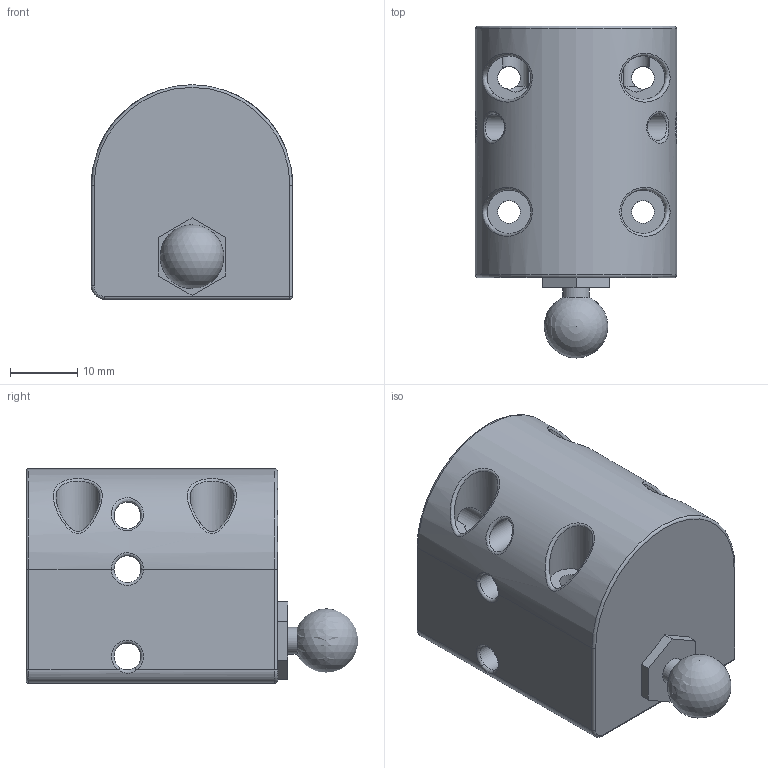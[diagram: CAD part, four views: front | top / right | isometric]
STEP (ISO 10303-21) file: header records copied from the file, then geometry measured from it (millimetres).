
FILE_DESCRIPTION(/* description */ (''),/* implementation_level */ '2;1');
FILE_NAME(/* name */ 'Z_Upper_Magneham_Ears_3-X.stp',/* time_stamp */ '2021-01-27T09:23:46-08:00',/* author */ (''),/* organization */ (''),/* preprocessor_version */ 'ST-DEVELOPER v18.1',/* originating_system */ 'Autodesk Translation Framework v9.7.0.1280',/* authorisation */ '');
FILE_SCHEMA (('AUTOMOTIVE_DESIGN { 1 0 10303 214 3 1 1 }'));
Length unit declared in the file: millimetre
Products named in the file (3): Z Upper Magneham Ears ; #4850; Component1
Assembly tree (2 placements, depth 3):
  Z Upper Magneham Ears 
    #4850
      Component1
Bounding box: 30 x 49.47 x 32 mm (x, y, z)
Volume: 29508.4 mm3; surface area: 9197.4 mm2
Topology: 2 solids, 2 shells, 91 faces, 253 edges, 159 vertices
Faces by surface type: cylinder 29, torus 19, plane 18, cone 13, bspline 9, sphere 3
Full cylindrical faces by diameter (mm): 2.927 x1, 3.4 x4, 4 x11, 6.5 x4
Entity records: 4883 total; most frequent: CARTESIAN_POINT 2462, DIRECTION 491, ORIENTED_EDGE 488, EDGE_CURVE 244, AXIS2_PLACEMENT_3D 207, VERTEX_POINT 159, CIRCLE 120, EDGE_LOOP 115
